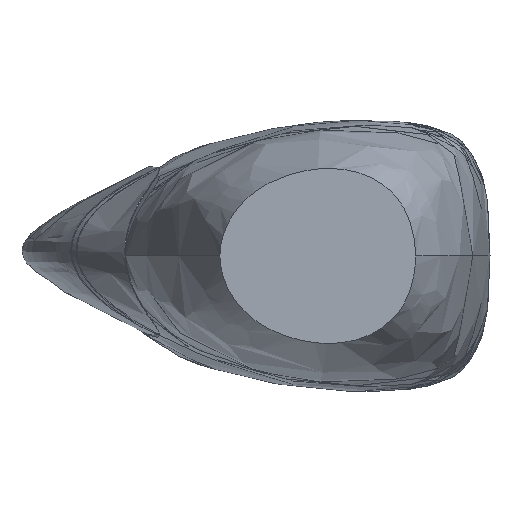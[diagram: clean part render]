
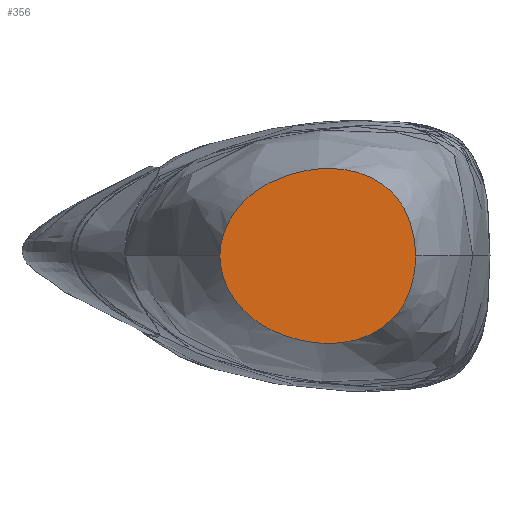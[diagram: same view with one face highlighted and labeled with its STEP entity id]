
A CAD part, left-side view. The second image highlights one B-rep face of the part: STEP entity #356.
In plain terms, the highlighted planar face has unit normal (-1, 0, 0).
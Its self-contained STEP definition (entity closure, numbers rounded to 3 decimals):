
#26=PLANE('',#402);
#34=FACE_OUTER_BOUND('',#59,.T.);
#59=EDGE_LOOP('',(#239,#240));
#89=B_SPLINE_CURVE_WITH_KNOTS('',3,(#1286,#1287,#1288,#1289,#1290,#1291,
#1292,#1293,#1294,#1295,#1296,#1297),.UNSPECIFIED.,.F.,.F.,(4,1,1,1,1,1,
1,1,1,4),(0.,0.235,0.388,0.511,0.66,
0.677,0.701,0.706,0.807,
1.),.UNSPECIFIED.);
#92=B_SPLINE_CURVE_WITH_KNOTS('',3,(#1336,#1337,#1338,#1339,#1340,#1341,
#1342,#1343,#1344,#1345,#1346,#1347),.UNSPECIFIED.,.F.,.F.,(4,1,1,1,1,1,
1,1,1,4),(0.,0.193,0.294,0.299,0.323,
0.34,0.489,0.612,0.765,
1.),.UNSPECIFIED.);
#142=VERTEX_POINT('',#1276);
#143=VERTEX_POINT('',#1285);
#180=EDGE_CURVE('',#142,#143,#89,.F.);
#183=EDGE_CURVE('',#143,#142,#92,.F.);
#239=ORIENTED_EDGE('',*,*,#183,.F.);
#240=ORIENTED_EDGE('',*,*,#180,.F.);
#356=ADVANCED_FACE('',(#34),#26,.F.);
#402=AXIS2_PLACEMENT_3D('',#1335,#411,#412);
#411=DIRECTION('center_axis',(1.,0.,0.));
#412=DIRECTION('ref_axis',(0.,0.,-1.));
#1276=CARTESIAN_POINT('',(0.,-133.51,0.));
#1285=CARTESIAN_POINT('',(0.,72.578,0.));
#1286=CARTESIAN_POINT('Ctrl Pts',(0.,72.578,0.));
#1287=CARTESIAN_POINT('Ctrl Pts',(0.,72.4,-24.204));
#1288=CARTESIAN_POINT('Ctrl Pts',(0.,51.658,-62.713));
#1289=CARTESIAN_POINT('Ctrl Pts',(0.,3.422,-85.986));
#1290=CARTESIAN_POINT('Ctrl Pts',(0.,-39.33,-94.523));
#1291=CARTESIAN_POINT('Ctrl Pts',(0.,-69.854,-90.025));
#1292=CARTESIAN_POINT('Ctrl Pts',(0.,-87.746,-81.848));
#1293=CARTESIAN_POINT('Ctrl Pts',(0.,-91.985,-79.51));
#1294=CARTESIAN_POINT('Ctrl Pts',(0.,-103.345,-72.398));
#1295=CARTESIAN_POINT('Ctrl Pts',(0.,-126.296,-50.866));
#1296=CARTESIAN_POINT('Ctrl Pts',(0.,-132.993,-19.362));
#1297=CARTESIAN_POINT('Ctrl Pts',(0.,-133.51,0.));
#1335=CARTESIAN_POINT('Origin',(0.,-33.695,91.849));
#1336=CARTESIAN_POINT('Ctrl Pts',(0.,-133.51,0.));
#1337=CARTESIAN_POINT('Ctrl Pts',(0.,-132.993,19.362));
#1338=CARTESIAN_POINT('Ctrl Pts',(0.,-126.296,50.866));
#1339=CARTESIAN_POINT('Ctrl Pts',(0.,-103.345,72.398));
#1340=CARTESIAN_POINT('Ctrl Pts',(0.,-91.985,79.51));
#1341=CARTESIAN_POINT('Ctrl Pts',(0.,-87.746,81.848));
#1342=CARTESIAN_POINT('Ctrl Pts',(0.,-69.854,90.025));
#1343=CARTESIAN_POINT('Ctrl Pts',(0.,-39.33,94.523));
#1344=CARTESIAN_POINT('Ctrl Pts',(0.,3.422,85.986));
#1345=CARTESIAN_POINT('Ctrl Pts',(0.,51.658,62.713));
#1346=CARTESIAN_POINT('Ctrl Pts',(0.,72.4,24.204));
#1347=CARTESIAN_POINT('Ctrl Pts',(0.,72.578,0.));
